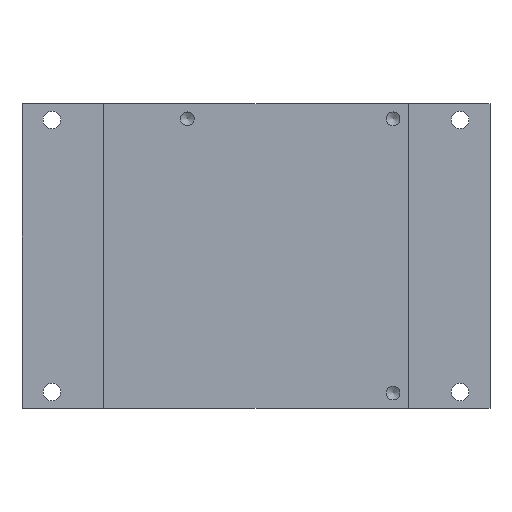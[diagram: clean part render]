
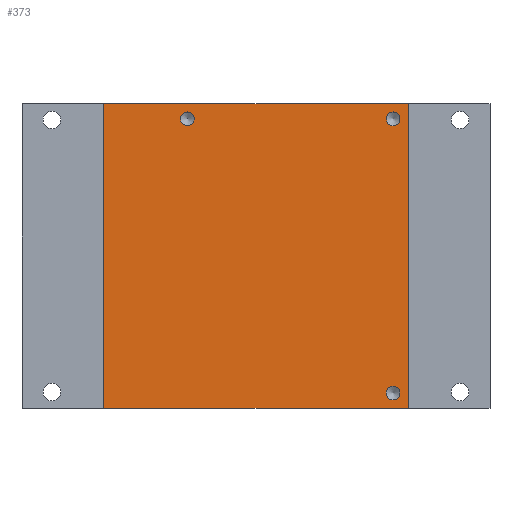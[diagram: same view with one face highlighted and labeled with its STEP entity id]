
A CAD part, top view. The second image highlights one B-rep face of the part: STEP entity #373.
In plain terms, the highlighted planar face has unit normal (0, 0, 1).
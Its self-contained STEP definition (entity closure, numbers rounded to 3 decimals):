
#29=FACE_BOUND('',#92,.T.);
#30=FACE_BOUND('',#93,.T.);
#31=FACE_BOUND('',#94,.T.);
#41=CIRCLE('',#404,2.518);
#43=CIRCLE('',#408,2.518);
#45=CIRCLE('',#412,2.518);
#67=FACE_OUTER_BOUND('',#91,.T.);
#91=EDGE_LOOP('',(#323,#324,#325,#326));
#92=EDGE_LOOP('',(#327));
#93=EDGE_LOOP('',(#328));
#94=EDGE_LOOP('',(#329));
#101=LINE('',#532,#135);
#108=LINE('',#551,#142);
#121=LINE('',#580,#155);
#133=LINE('',#626,#167);
#135=VECTOR('',#428,10.);
#142=VECTOR('',#443,10.);
#155=VECTOR('',#468,10.);
#167=VECTOR('',#522,10.);
#169=VERTEX_POINT('',#530);
#170=VERTEX_POINT('',#531);
#177=VERTEX_POINT('',#549);
#178=VERTEX_POINT('',#550);
#191=VERTEX_POINT('',#588);
#194=VERTEX_POINT('',#597);
#197=VERTEX_POINT('',#606);
#202=EDGE_CURVE('',#169,#170,#101,.T.);
#211=EDGE_CURVE('',#177,#178,#108,.T.);
#226=EDGE_CURVE('',#178,#169,#121,.T.);
#230=EDGE_CURVE('',#191,#191,#41,.T.);
#234=EDGE_CURVE('',#194,#194,#43,.T.);
#238=EDGE_CURVE('',#197,#197,#45,.T.);
#248=EDGE_CURVE('',#170,#177,#133,.T.);
#323=ORIENTED_EDGE('',*,*,#202,.T.);
#324=ORIENTED_EDGE('',*,*,#248,.T.);
#325=ORIENTED_EDGE('',*,*,#211,.T.);
#326=ORIENTED_EDGE('',*,*,#226,.T.);
#327=ORIENTED_EDGE('',*,*,#230,.T.);
#328=ORIENTED_EDGE('',*,*,#234,.T.);
#329=ORIENTED_EDGE('',*,*,#238,.T.);
#353=PLANE('',#421);
#373=ADVANCED_FACE('',(#67,#29,#30,#31),#353,.T.);
#404=AXIS2_PLACEMENT_3D('',#589,#477,#478);
#408=AXIS2_PLACEMENT_3D('',#598,#487,#488);
#412=AXIS2_PLACEMENT_3D('',#607,#497,#498);
#421=AXIS2_PLACEMENT_3D('',#625,#520,#521);
#428=DIRECTION('',(0.,-1.,0.));
#443=DIRECTION('',(0.,1.,0.));
#468=DIRECTION('',(-1.,0.,0.));
#477=DIRECTION('center_axis',(0.,0.,-1.));
#478=DIRECTION('ref_axis',(1.,0.,0.));
#487=DIRECTION('center_axis',(0.,0.,-1.));
#488=DIRECTION('ref_axis',(1.,0.,0.));
#497=DIRECTION('center_axis',(0.,0.,-1.));
#498=DIRECTION('ref_axis',(1.,0.,0.));
#520=DIRECTION('center_axis',(0.,0.,1.));
#521=DIRECTION('ref_axis',(0.,1.,0.));
#522=DIRECTION('',(1.,0.,0.));
#530=CARTESIAN_POINT('',(0.,112.,27.8));
#531=CARTESIAN_POINT('',(0.,0.,27.8));
#532=CARTESIAN_POINT('',(0.,84.,27.8));
#549=CARTESIAN_POINT('',(112.,0.,27.8));
#550=CARTESIAN_POINT('',(112.,112.,27.8));
#551=CARTESIAN_POINT('',(112.,28.,27.8));
#580=CARTESIAN_POINT('',(56.,112.,27.8));
#588=CARTESIAN_POINT('',(103.883,106.4,27.8));
#589=CARTESIAN_POINT('Origin',(106.4,106.4,27.8));
#597=CARTESIAN_POINT('',(28.283,106.4,27.8));
#598=CARTESIAN_POINT('Origin',(30.8,106.4,27.8));
#606=CARTESIAN_POINT('',(103.883,5.6,27.8));
#607=CARTESIAN_POINT('Origin',(106.4,5.6,27.8));
#625=CARTESIAN_POINT('Origin',(56.,56.,27.8));
#626=CARTESIAN_POINT('',(56.,0.,27.8));
